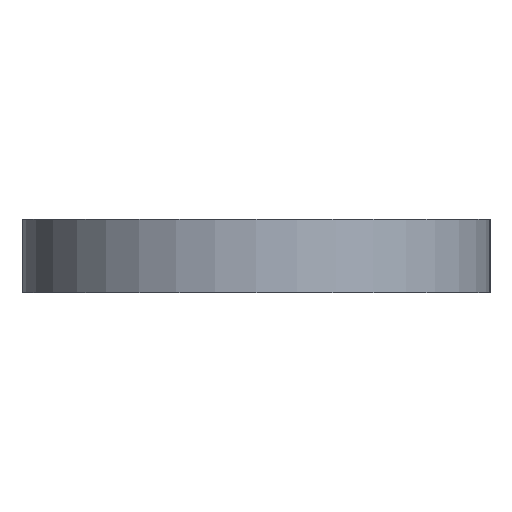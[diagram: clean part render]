
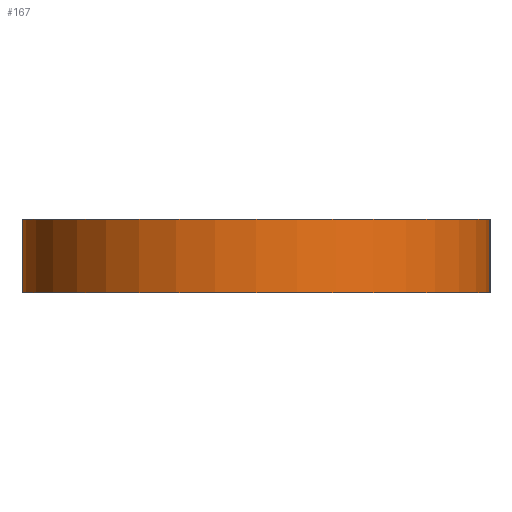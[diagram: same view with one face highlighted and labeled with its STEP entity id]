
A CAD part, left-side view. The second image highlights one B-rep face of the part: STEP entity #167.
In plain terms, the highlighted cylindrical face has radius 9.5 mm (diameter 19 mm), a partial arc.
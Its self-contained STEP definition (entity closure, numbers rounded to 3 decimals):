
#29=FACE_OUTER_BOUND('',#38,.T.);
#38=EDGE_LOOP('',(#132,#133,#134,#135));
#55=LINE('',#283,#66);
#56=LINE('',#289,#67);
#66=VECTOR('',#233,10.);
#67=VECTOR('',#240,10.);
#77=CIRCLE('',#197,9.5);
#78=CIRCLE('',#198,9.5);
#87=VERTEX_POINT('',#276);
#90=VERTEX_POINT('',#281);
#91=VERTEX_POINT('',#285);
#92=VERTEX_POINT('',#287);
#107=EDGE_CURVE('',#87,#90,#55,.T.);
#108=EDGE_CURVE('',#91,#87,#77,.T.);
#109=EDGE_CURVE('',#92,#90,#78,.T.);
#110=EDGE_CURVE('',#91,#92,#56,.T.);
#132=ORIENTED_EDGE('',*,*,#108,.T.);
#133=ORIENTED_EDGE('',*,*,#107,.T.);
#134=ORIENTED_EDGE('',*,*,#109,.F.);
#135=ORIENTED_EDGE('',*,*,#110,.F.);
#161=CYLINDRICAL_SURFACE('',#196,9.5);
#167=ADVANCED_FACE('',(#29),#161,.T.);
#196=AXIS2_PLACEMENT_3D('',#284,#234,#235);
#197=AXIS2_PLACEMENT_3D('',#286,#236,#237);
#198=AXIS2_PLACEMENT_3D('',#288,#238,#239);
#233=DIRECTION('',(0.,0.,1.));
#234=DIRECTION('center_axis',(0.,0.,1.));
#235=DIRECTION('ref_axis',(0.,1.,0.));
#236=DIRECTION('center_axis',(0.,0.,1.));
#237=DIRECTION('ref_axis',(0.,1.,0.));
#238=DIRECTION('center_axis',(0.,0.,1.));
#239=DIRECTION('ref_axis',(0.,1.,0.));
#240=DIRECTION('',(0.,0.,1.));
#276=CARTESIAN_POINT('',(77.,-117.5,-12.9));
#281=CARTESIAN_POINT('',(77.,-117.5,-9.9));
#283=CARTESIAN_POINT('',(77.,-117.5,-12.9));
#284=CARTESIAN_POINT('Origin',(77.,-108.,-12.9));
#285=CARTESIAN_POINT('',(77.,-98.5,-12.9));
#286=CARTESIAN_POINT('Origin',(77.,-108.,-12.9));
#287=CARTESIAN_POINT('',(77.,-98.5,-9.9));
#288=CARTESIAN_POINT('Origin',(77.,-108.,-9.9));
#289=CARTESIAN_POINT('',(77.,-98.5,-12.9));
